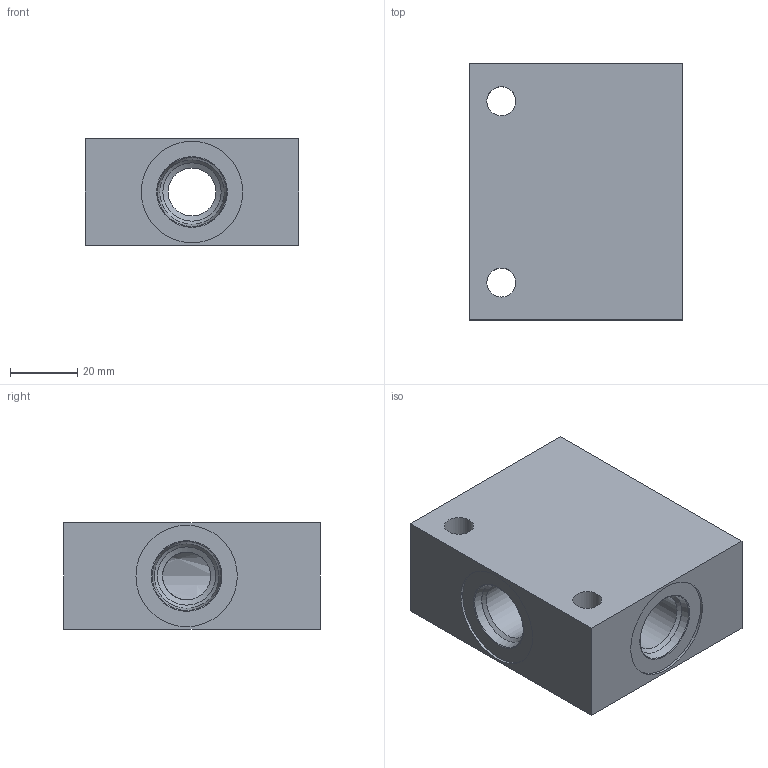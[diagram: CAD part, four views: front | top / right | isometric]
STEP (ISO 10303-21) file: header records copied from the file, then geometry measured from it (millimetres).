
FILE_DESCRIPTION((''),'2;1');
FILE_NAME('T11-8T.stp','2015-05-19T15:24:39',('jml'),(''),'Autodesk Inventor 2010','Autodesk Inventor 2010','');
FILE_SCHEMA(('AUTOMOTIVE_DESIGN { 1 0 10303 214 1 1 1 1 }'));
Length unit declared in the file: inch
Products named in the file (1): 300188-6
Bounding box: 63.5 x 76.2 x 31.75 mm (x, y, z)
Volume: 119564.6 mm3; surface area: 25521.6 mm2
Topology: 1 solids, 1 shells, 46 faces, 104 edges, 66 vertices
Faces by surface type: bspline 17, plane 13, cone 8, torus 4, cylinder 4
Full cylindrical faces by diameter (mm): 21.819 x1, 30.175 x2
Entity records: 1358 total; most frequent: CARTESIAN_POINT 512, DIRECTION 162, ORIENTED_EDGE 122, EDGE_LOOP 94, AXIS2_PLACEMENT_3D 73, EDGE_CURVE 61, VERTEX_POINT 55, FACE_BOUND 48
